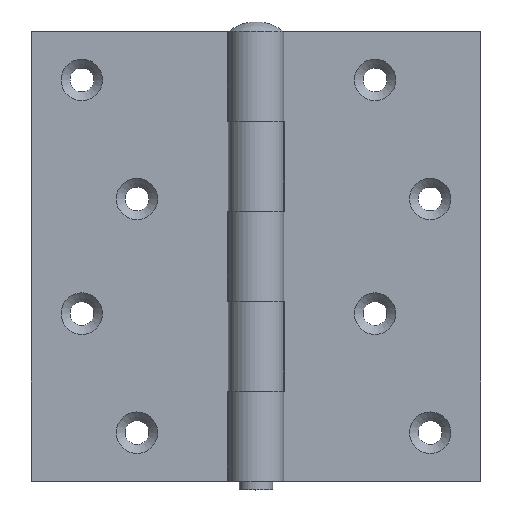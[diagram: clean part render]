
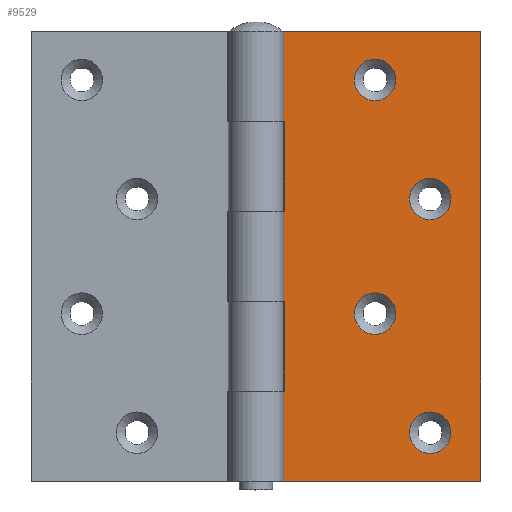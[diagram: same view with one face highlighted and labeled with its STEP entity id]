
A CAD part, top view. The second image highlights one B-rep face of the part: STEP entity #9529.
In plain terms, the highlighted planar face has unit normal (0, 0, 1).
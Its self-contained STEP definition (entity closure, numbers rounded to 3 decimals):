
#118 = AXIS2_PLACEMENT_3D ( 'NONE', #12237, #5065, #8248 ) ;
#299 = DIRECTION ( 'NONE',  ( -1., 0., 0. ) ) ;
#321 = CIRCLE ( 'NONE', #7159, 4.7 ) ;
#327 = VECTOR ( 'NONE', #4992, 1000. ) ;
#329 = CARTESIAN_POINT ( 'NONE',  ( -51., -30.6, -1.25 ) ) ;
#343 = EDGE_CURVE ( 'NONE', #9294, #2428, #8335, .T. ) ;
#732 = DIRECTION ( 'NONE',  ( 0., 0., -1. ) ) ;
#771 = CARTESIAN_POINT ( 'NONE',  ( -6.5, 10.2, -1.25 ) ) ;
#833 = VERTEX_POINT ( 'NONE', #1994 ) ;
#1078 = AXIS2_PLACEMENT_3D ( 'NONE', #1747, #732, #4789 ) ;
#1298 = VERTEX_POINT ( 'NONE', #4612 ) ;
#1299 = DIRECTION ( 'NONE',  ( 0., 0., -1. ) ) ;
#1327 = EDGE_CURVE ( 'NONE', #12472, #4975, #2483, .T. ) ;
#1408 = EDGE_CURVE ( 'NONE', #6284, #9787, #5196, .T. ) ;
#1416 = CARTESIAN_POINT ( 'NONE',  ( -51., 30.6, -1.25 ) ) ;
#1565 = VECTOR ( 'NONE', #1633, 1000. ) ;
#1633 = DIRECTION ( 'NONE',  ( 0., -1., 0. ) ) ;
#1732 = VECTOR ( 'NONE', #6769, 1000. ) ;
#1747 = CARTESIAN_POINT ( 'NONE',  ( -39.5, -13., -1.25 ) ) ;
#1914 = EDGE_CURVE ( 'NONE', #4975, #9787, #7858, .T. ) ;
#1994 = CARTESIAN_POINT ( 'NONE',  ( -44.2, 40., -1.25 ) ) ;
#2002 = CARTESIAN_POINT ( 'NONE',  ( -6.124, -51., -1.25 ) ) ;
#2130 = DIRECTION ( 'NONE',  ( 0., 0., -1. ) ) ;
#2141 = CARTESIAN_POINT ( 'NONE',  ( -51., 10.2, -1.25 ) ) ;
#2165 = LINE ( 'NONE', #2141, #5169 ) ;
#2258 = CARTESIAN_POINT ( 'NONE',  ( -51., 51., -1.25 ) ) ;
#2406 = EDGE_CURVE ( 'NONE', #1298, #7479, #3268, .T. ) ;
#2428 = VERTEX_POINT ( 'NONE', #3074 ) ;
#2483 = LINE ( 'NONE', #6829, #6939 ) ;
#2608 = CARTESIAN_POINT ( 'NONE',  ( -6.124, 51., -1.25 ) ) ;
#2757 = EDGE_LOOP ( 'NONE', ( #12059, #4389, #8845, #10163, #3024, #11566, #5538, #7585, #10918, #6680, #9782, #4968 ) ) ;
#2883 = DIRECTION ( 'NONE',  ( -1., 0., 0. ) ) ;
#3002 = CARTESIAN_POINT ( 'NONE',  ( -31.7, -40., -1.25 ) ) ;
#3024 = ORIENTED_EDGE ( 'NONE', *, *, #6904, .T. ) ;
#3074 = CARTESIAN_POINT ( 'NONE',  ( -6.124, -10.2, -1.25 ) ) ;
#3268 = LINE ( 'NONE', #6031, #6586 ) ;
#3282 = VERTEX_POINT ( 'NONE', #9363 ) ;
#3363 = CARTESIAN_POINT ( 'NONE',  ( -6.5, 30.6, -1.25 ) ) ;
#3372 = LINE ( 'NONE', #329, #3873 ) ;
#3474 = CIRCLE ( 'NONE', #1078, 4.7 ) ;
#3593 = DIRECTION ( 'NONE',  ( 0., -1., 0. ) ) ;
#3714 = ORIENTED_EDGE ( 'NONE', *, *, #11851, .T. ) ;
#3763 = ORIENTED_EDGE ( 'NONE', *, *, #9813, .T. ) ;
#3873 = VECTOR ( 'NONE', #5429, 1000. ) ;
#3903 = EDGE_CURVE ( 'NONE', #12777, #12777, #3474, .T. ) ;
#3989 = CARTESIAN_POINT ( 'NONE',  ( -51., -10.2, -1.25 ) ) ;
#4006 = DIRECTION ( 'NONE',  ( -1., 0., 0. ) ) ;
#4030 = EDGE_CURVE ( 'NONE', #6826, #6826, #321, .T. ) ;
#4267 = CARTESIAN_POINT ( 'NONE',  ( -6.124, 30.6, -1.25 ) ) ;
#4307 = ORIENTED_EDGE ( 'NONE', *, *, #4030, .T. ) ;
#4389 = ORIENTED_EDGE ( 'NONE', *, *, #8152, .F. ) ;
#4612 = CARTESIAN_POINT ( 'NONE',  ( -51., -51., -1.25 ) ) ;
#4789 = DIRECTION ( 'NONE',  ( -1., 0., 0. ) ) ;
#4968 = ORIENTED_EDGE ( 'NONE', *, *, #5069, .F. ) ;
#4975 = VERTEX_POINT ( 'NONE', #3363 ) ;
#4992 = DIRECTION ( 'NONE',  ( 1., 0., 0. ) ) ;
#5065 = DIRECTION ( 'NONE',  ( 0., 0., -1. ) ) ;
#5069 = EDGE_CURVE ( 'NONE', #5421, #7479, #6158, .T. ) ;
#5125 = CARTESIAN_POINT ( 'NONE',  ( -44.2, -13., -1.25 ) ) ;
#5127 = EDGE_CURVE ( 'NONE', #3282, #2428, #10847, .T. ) ;
#5169 = VECTOR ( 'NONE', #4006, 1000. ) ;
#5196 = LINE ( 'NONE', #10763, #1565 ) ;
#5392 = DIRECTION ( 'NONE',  ( 0., -1., 0. ) ) ;
#5421 = VERTEX_POINT ( 'NONE', #5853 ) ;
#5429 = DIRECTION ( 'NONE',  ( 1., 0., 0. ) ) ;
#5437 = FACE_BOUND ( 'NONE', #6141, .T. ) ;
#5538 = ORIENTED_EDGE ( 'NONE', *, *, #1914, .T. ) ;
#5611 = CARTESIAN_POINT ( 'NONE',  ( -51., 51., -1.25 ) ) ;
#5670 = VECTOR ( 'NONE', #3593, 1000. ) ;
#5853 = CARTESIAN_POINT ( 'NONE',  ( -6.124, -30.6, -1.25 ) ) ;
#6031 = CARTESIAN_POINT ( 'NONE',  ( -51., -51., -1.25 ) ) ;
#6100 = CARTESIAN_POINT ( 'NONE',  ( -27., 13., -1.25 ) ) ;
#6141 = EDGE_LOOP ( 'NONE', ( #4307 ) ) ;
#6158 = LINE ( 'NONE', #11649, #5670 ) ;
#6214 = DIRECTION ( 'NONE',  ( 1., 0., 0. ) ) ;
#6259 = AXIS2_PLACEMENT_3D ( 'NONE', #12199, #1299, #299 ) ;
#6284 = VERTEX_POINT ( 'NONE', #12636 ) ;
#6385 = FACE_BOUND ( 'NONE', #9987, .T. ) ;
#6586 = VECTOR ( 'NONE', #6214, 1000. ) ;
#6680 = ORIENTED_EDGE ( 'NONE', *, *, #12008, .T. ) ;
#6721 = VECTOR ( 'NONE', #11432, 1000. ) ;
#6769 = DIRECTION ( 'NONE',  ( 0., -1., 0. ) ) ;
#6789 = EDGE_LOOP ( 'NONE', ( #3714 ) ) ;
#6826 = VERTEX_POINT ( 'NONE', #13014 ) ;
#6829 = CARTESIAN_POINT ( 'NONE',  ( -6.5, 51., -1.25 ) ) ;
#6904 = EDGE_CURVE ( 'NONE', #3282, #12472, #2165, .T. ) ;
#6939 = VECTOR ( 'NONE', #10714, 1000. ) ;
#7045 = EDGE_LOOP ( 'NONE', ( #3763 ) ) ;
#7159 = AXIS2_PLACEMENT_3D ( 'NONE', #6100, #2130, #2883 ) ;
#7175 = FACE_BOUND ( 'NONE', #7045, .T. ) ;
#7249 = EDGE_CURVE ( 'NONE', #10400, #6284, #8758, .T. ) ;
#7479 = VERTEX_POINT ( 'NONE', #2002 ) ;
#7585 = ORIENTED_EDGE ( 'NONE', *, *, #1408, .F. ) ;
#7691 = CARTESIAN_POINT ( 'NONE',  ( -51., 51., -1.25 ) ) ;
#7797 = FACE_OUTER_BOUND ( 'NONE', #2757, .T. ) ;
#7858 = LINE ( 'NONE', #1416, #11919 ) ;
#8077 = VERTEX_POINT ( 'NONE', #3002 ) ;
#8152 = EDGE_CURVE ( 'NONE', #9294, #11990, #12994, .T. ) ;
#8248 = DIRECTION ( 'NONE',  ( -1., 0., 0. ) ) ;
#8335 = LINE ( 'NONE', #3989, #327 ) ;
#8531 = DIRECTION ( 'NONE',  ( 1., 0., 0. ) ) ;
#8758 = LINE ( 'NONE', #5611, #11565 ) ;
#8784 = ORIENTED_EDGE ( 'NONE', *, *, #3903, .T. ) ;
#8845 = ORIENTED_EDGE ( 'NONE', *, *, #343, .T. ) ;
#9028 = VECTOR ( 'NONE', #5392, 1000. ) ;
#9294 = VERTEX_POINT ( 'NONE', #11280 ) ;
#9363 = CARTESIAN_POINT ( 'NONE',  ( -6.124, 10.2, -1.25 ) ) ;
#9529 = ADVANCED_FACE ( 'NONE', ( #10772, #6385, #5437, #7175, #7797 ), #11568, .F. ) ;
#9782 = ORIENTED_EDGE ( 'NONE', *, *, #2406, .T. ) ;
#9787 = VERTEX_POINT ( 'NONE', #4267 ) ;
#9813 = EDGE_CURVE ( 'NONE', #8077, #8077, #12320, .T. ) ;
#9987 = EDGE_LOOP ( 'NONE', ( #8784 ) ) ;
#10163 = ORIENTED_EDGE ( 'NONE', *, *, #5127, .F. ) ;
#10400 = VERTEX_POINT ( 'NONE', #11245 ) ;
#10467 = DIRECTION ( 'NONE',  ( 1., 0., 0. ) ) ;
#10714 = DIRECTION ( 'NONE',  ( 0., 1., 0. ) ) ;
#10763 = CARTESIAN_POINT ( 'NONE',  ( -6.124, 51., -1.25 ) ) ;
#10772 = FACE_BOUND ( 'NONE', #6789, .T. ) ;
#10847 = LINE ( 'NONE', #2608, #1732 ) ;
#10918 = ORIENTED_EDGE ( 'NONE', *, *, #7249, .F. ) ;
#11069 = LINE ( 'NONE', #2258, #9028 ) ;
#11170 = EDGE_CURVE ( 'NONE', #11990, #5421, #3372, .T. ) ;
#11200 = AXIS2_PLACEMENT_3D ( 'NONE', #7691, #12591, #12769 ) ;
#11245 = CARTESIAN_POINT ( 'NONE',  ( -51., 51., -1.25 ) ) ;
#11280 = CARTESIAN_POINT ( 'NONE',  ( -6.5, -10.2, -1.25 ) ) ;
#11432 = DIRECTION ( 'NONE',  ( 0., -1., 0. ) ) ;
#11565 = VECTOR ( 'NONE', #10467, 1000. ) ;
#11566 = ORIENTED_EDGE ( 'NONE', *, *, #1327, .T. ) ;
#11568 = PLANE ( 'NONE',  #11200 ) ;
#11649 = CARTESIAN_POINT ( 'NONE',  ( -6.124, 51., -1.25 ) ) ;
#11851 = EDGE_CURVE ( 'NONE', #833, #833, #12958, .T. ) ;
#11919 = VECTOR ( 'NONE', #8531, 1000. ) ;
#11990 = VERTEX_POINT ( 'NONE', #12401 ) ;
#12008 = EDGE_CURVE ( 'NONE', #10400, #1298, #11069, .T. ) ;
#12059 = ORIENTED_EDGE ( 'NONE', *, *, #11170, .F. ) ;
#12199 = CARTESIAN_POINT ( 'NONE',  ( -27., -40., -1.25 ) ) ;
#12237 = CARTESIAN_POINT ( 'NONE',  ( -39.5, 40., -1.25 ) ) ;
#12320 = CIRCLE ( 'NONE', #6259, 4.7 ) ;
#12401 = CARTESIAN_POINT ( 'NONE',  ( -6.5, -30.6, -1.25 ) ) ;
#12406 = CARTESIAN_POINT ( 'NONE',  ( -6.5, 51., -1.25 ) ) ;
#12472 = VERTEX_POINT ( 'NONE', #771 ) ;
#12591 = DIRECTION ( 'NONE',  ( 0., 0., -1. ) ) ;
#12636 = CARTESIAN_POINT ( 'NONE',  ( -6.124, 51., -1.25 ) ) ;
#12769 = DIRECTION ( 'NONE',  ( -1., 0., 0. ) ) ;
#12777 = VERTEX_POINT ( 'NONE', #5125 ) ;
#12958 = CIRCLE ( 'NONE', #118, 4.7 ) ;
#12994 = LINE ( 'NONE', #12406, #6721 ) ;
#13014 = CARTESIAN_POINT ( 'NONE',  ( -31.7, 13., -1.25 ) ) ;
